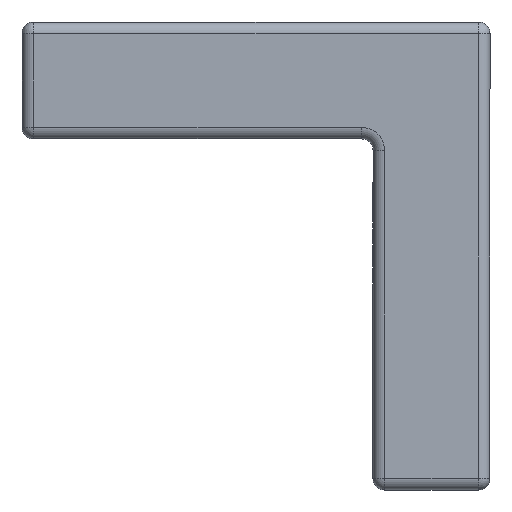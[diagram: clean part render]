
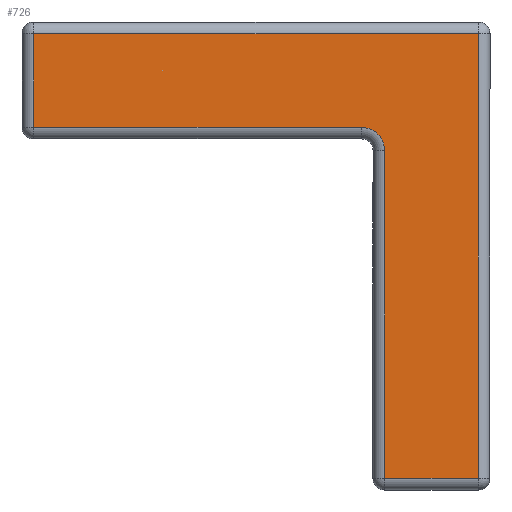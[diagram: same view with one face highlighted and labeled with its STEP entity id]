
A CAD part, front view. The second image highlights one B-rep face of the part: STEP entity #726.
In plain terms, the highlighted planar face has unit normal (0, -1, 0).
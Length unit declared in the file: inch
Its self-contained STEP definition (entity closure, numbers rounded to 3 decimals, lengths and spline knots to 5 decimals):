
#52=PLANE('',#844);
#57=LINE('',#1164,#93);
#61=LINE('',#1221,#97);
#65=LINE('',#1227,#101);
#69=LINE('',#1233,#105);
#75=LINE('',#1242,#111);
#83=LINE('',#1254,#119);
#93=VECTOR('',#918,0.3937);
#97=VECTOR('',#984,0.3937);
#101=VECTOR('',#992,0.3937);
#105=VECTOR('',#1000,0.3937);
#111=VECTOR('',#1012,0.3937);
#119=VECTOR('',#1028,0.3937);
#192=FACE_OUTER_BOUND('',#250,.T.);
#250=EDGE_LOOP('',(#627,#628,#629,#630,#631,#632,#633));
#304=CIRCLE('',#791,0.03937);
#349=VERTEX_POINT('',#1141);
#356=VERTEX_POINT('',#1157);
#362=VERTEX_POINT('',#1177);
#363=VERTEX_POINT('',#1178);
#371=VERTEX_POINT('',#1196);
#375=VERTEX_POINT('',#1207);
#378=VERTEX_POINT('',#1214);
#417=EDGE_CURVE('',#356,#349,#57,.T.);
#424=EDGE_CURVE('',#362,#363,#304,.T.);
#443=EDGE_CURVE('',#378,#371,#61,.T.);
#447=EDGE_CURVE('',#375,#378,#65,.T.);
#451=EDGE_CURVE('',#363,#375,#69,.T.);
#457=EDGE_CURVE('',#371,#356,#75,.T.);
#465=EDGE_CURVE('',#349,#362,#83,.T.);
#627=ORIENTED_EDGE('',*,*,#443,.F.);
#628=ORIENTED_EDGE('',*,*,#447,.F.);
#629=ORIENTED_EDGE('',*,*,#451,.F.);
#630=ORIENTED_EDGE('',*,*,#424,.F.);
#631=ORIENTED_EDGE('',*,*,#465,.F.);
#632=ORIENTED_EDGE('',*,*,#417,.F.);
#633=ORIENTED_EDGE('',*,*,#457,.F.);
#726=ADVANCED_FACE('',(#192),#52,.T.);
#791=AXIS2_PLACEMENT_3D('',#1179,#934,#935);
#844=AXIS2_PLACEMENT_3D('',#1291,#1072,#1073);
#918=DIRECTION('',(-1.,0.,0.));
#934=DIRECTION('center_axis',(0.,-1.,0.));
#935=DIRECTION('ref_axis',(0.707,0.,0.707));
#984=DIRECTION('',(1.,0.,0.));
#992=DIRECTION('',(0.,0.,1.));
#1000=DIRECTION('',(-1.,0.,0.));
#1012=DIRECTION('',(0.,0.,-1.));
#1028=DIRECTION('',(0.,0.,1.));
#1072=DIRECTION('center_axis',(0.,-1.,0.));
#1073=DIRECTION('ref_axis',(0.,0.,-1.));
#1141=CARTESIAN_POINT('',(-0.17717,0.03937,-0.76772));
#1157=CARTESIAN_POINT('',(-0.01969,0.03937,-0.76772));
#1164=CARTESIAN_POINT('',(-0.14149,0.03937,-0.76772));
#1177=CARTESIAN_POINT('',(-0.17717,0.03937,-0.21654));
#1178=CARTESIAN_POINT('',(-0.21654,0.03937,-0.17717));
#1179=CARTESIAN_POINT('Origin',(-0.21654,0.03937,-0.21654));
#1196=CARTESIAN_POINT('',(-0.01969,0.03937,-0.01969));
#1207=CARTESIAN_POINT('',(-0.76772,0.03937,-0.17717));
#1214=CARTESIAN_POINT('',(-0.76772,0.03937,-0.01969));
#1221=CARTESIAN_POINT('',(-0.53519,0.03937,-0.01969));
#1227=CARTESIAN_POINT('',(-0.76772,0.03937,-0.23991));
#1233=CARTESIAN_POINT('',(-0.23991,0.03937,-0.17717));
#1242=CARTESIAN_POINT('',(-0.01969,0.03937,-0.14149));
#1254=CARTESIAN_POINT('',(-0.17717,0.03937,-0.53519));
#1291=CARTESIAN_POINT('Origin',(-0.28297,0.03937,-0.28297));
